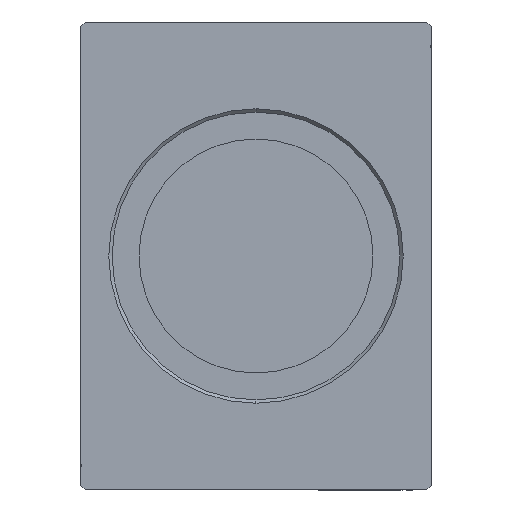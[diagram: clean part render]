
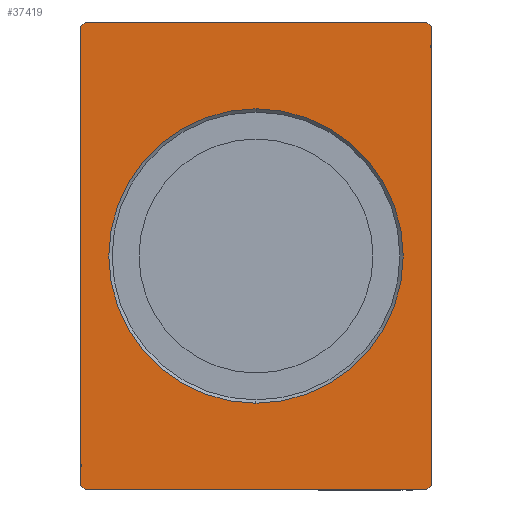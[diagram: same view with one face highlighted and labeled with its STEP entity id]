
A CAD part, left-side view. The second image highlights one B-rep face of the part: STEP entity #37419.
In plain terms, the highlighted planar face has unit normal (-1, 0, 0).
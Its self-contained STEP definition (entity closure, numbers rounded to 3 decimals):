
#385 = ORIENTED_EDGE ( 'NONE', *, *, #40485, .F. ) ;
#1062 = CIRCLE ( 'NONE', #3041, 31.45 ) ;
#1531 = FACE_BOUND ( 'NONE', #33870, .T. ) ;
#1729 = FACE_OUTER_BOUND ( 'NONE', #7994, .T. ) ;
#1749 = VECTOR ( 'NONE', #12474, 1000. ) ;
#1770 = EDGE_CURVE ( 'NONE', #21052, #40120, #12084, .T. ) ;
#2824 = DIRECTION ( 'NONE',  ( 0., 0., -1. ) ) ;
#3041 = AXIS2_PLACEMENT_3D ( 'NONE', #4140, #13625, #4553 ) ;
#3296 = CARTESIAN_POINT ( 'NONE',  ( 0., 36.5, 50. ) ) ;
#3795 = CARTESIAN_POINT ( 'NONE',  ( 0., -36.5, 50. ) ) ;
#4140 = CARTESIAN_POINT ( 'NONE',  ( 0., 0., 0. ) ) ;
#4240 = ORIENTED_EDGE ( 'NONE', *, *, #32151, .F. ) ;
#4536 = VERTEX_POINT ( 'NONE', #22570 ) ;
#4553 = DIRECTION ( 'NONE',  ( 0., 0., -1. ) ) ;
#4651 = DIRECTION ( 'NONE',  ( 0., 0.707, -0.707 ) ) ;
#4847 = LINE ( 'NONE', #11245, #21125 ) ;
#5038 = CIRCLE ( 'NONE', #22166, 31.45 ) ;
#7110 = ORIENTED_EDGE ( 'NONE', *, *, #1770, .F. ) ;
#7698 = VECTOR ( 'NONE', #34204, 1000. ) ;
#7994 = EDGE_LOOP ( 'NONE', ( #25780, #4240, #36264, #7110, #385, #28104, #38268, #27720 ) ) ;
#8092 = DIRECTION ( 'NONE',  ( 0., -0.707, 0.707 ) ) ;
#9147 = EDGE_CURVE ( 'NONE', #14476, #16116, #34354, .T. ) ;
#9239 = CARTESIAN_POINT ( 'NONE',  ( 0., -37.5, 49. ) ) ;
#9405 = DIRECTION ( 'NONE',  ( 0., 1., 0. ) ) ;
#10967 = EDGE_CURVE ( 'NONE', #40120, #11626, #11715, .T. ) ;
#11245 = CARTESIAN_POINT ( 'NONE',  ( 0., -37.5, -49. ) ) ;
#11398 = ORIENTED_EDGE ( 'NONE', *, *, #13482, .T. ) ;
#11626 = VERTEX_POINT ( 'NONE', #25759 ) ;
#11715 = LINE ( 'NONE', #20767, #40249 ) ;
#12084 = LINE ( 'NONE', #21756, #17374 ) ;
#12108 = CARTESIAN_POINT ( 'NONE',  ( 0., -36.5, 50. ) ) ;
#12109 = CARTESIAN_POINT ( 'NONE',  ( 0., -37.5, 49. ) ) ;
#12474 = DIRECTION ( 'NONE',  ( 0., -0.707, -0.707 ) ) ;
#12759 = LINE ( 'NONE', #25317, #32145 ) ;
#13482 = EDGE_CURVE ( 'NONE', #15130, #35164, #1062, .T. ) ;
#13625 = DIRECTION ( 'NONE',  ( 1., 0., 0. ) ) ;
#14110 = DIRECTION ( 'NONE',  ( 1., 0., 0. ) ) ;
#14400 = DIRECTION ( 'NONE',  ( 0., 0.707, 0.707 ) ) ;
#14476 = VERTEX_POINT ( 'NONE', #9239 ) ;
#15130 = VERTEX_POINT ( 'NONE', #39759 ) ;
#16116 = VERTEX_POINT ( 'NONE', #36691 ) ;
#17374 = VECTOR ( 'NONE', #9405, 1000. ) ;
#17394 = DIRECTION ( 'NONE',  ( 0., 0., -1. ) ) ;
#19166 = LINE ( 'NONE', #3296, #7698 ) ;
#19533 = VECTOR ( 'NONE', #2824, 1000. ) ;
#20223 = VERTEX_POINT ( 'NONE', #12108 ) ;
#20767 = CARTESIAN_POINT ( 'NONE',  ( 0., 36.5, -50. ) ) ;
#21052 = VERTEX_POINT ( 'NONE', #31735 ) ;
#21125 = VECTOR ( 'NONE', #4651, 1000. ) ;
#21756 = CARTESIAN_POINT ( 'NONE',  ( 0., -36.5, -50. ) ) ;
#22166 = AXIS2_PLACEMENT_3D ( 'NONE', #30827, #28150, #40089 ) ;
#22570 = CARTESIAN_POINT ( 'NONE',  ( 0., 36.5, 50. ) ) ;
#22635 = EDGE_CURVE ( 'NONE', #20223, #14476, #37577, .T. ) ;
#22645 = CARTESIAN_POINT ( 'NONE',  ( 0., 36.5, -50. ) ) ;
#23927 = EDGE_CURVE ( 'NONE', #4536, #20223, #19166, .T. ) ;
#24332 = AXIS2_PLACEMENT_3D ( 'NONE', #33064, #14110, #17394 ) ;
#24392 = VECTOR ( 'NONE', #8092, 1000. ) ;
#24735 = CARTESIAN_POINT ( 'NONE',  ( 0., 37.5, 49. ) ) ;
#25317 = CARTESIAN_POINT ( 'NONE',  ( 0., 37.5, -49. ) ) ;
#25759 = CARTESIAN_POINT ( 'NONE',  ( 0., 37.5, -49. ) ) ;
#25780 = ORIENTED_EDGE ( 'NONE', *, *, #38918, .F. ) ;
#26108 = DIRECTION ( 'NONE',  ( 0., 0., 1. ) ) ;
#27720 = ORIENTED_EDGE ( 'NONE', *, *, #23927, .F. ) ;
#28076 = EDGE_CURVE ( 'NONE', #35164, #15130, #5038, .T. ) ;
#28104 = ORIENTED_EDGE ( 'NONE', *, *, #9147, .F. ) ;
#28150 = DIRECTION ( 'NONE',  ( 1., 0., 0. ) ) ;
#30827 = CARTESIAN_POINT ( 'NONE',  ( 0., 0., 0. ) ) ;
#31695 = VERTEX_POINT ( 'NONE', #24735 ) ;
#31735 = CARTESIAN_POINT ( 'NONE',  ( 0., -36.5, -50. ) ) ;
#32080 = CARTESIAN_POINT ( 'NONE',  ( 0., 37.5, 49. ) ) ;
#32145 = VECTOR ( 'NONE', #26108, 1000. ) ;
#32151 = EDGE_CURVE ( 'NONE', #11626, #31695, #12759, .T. ) ;
#32307 = PLANE ( 'NONE',  #24332 ) ;
#33064 = CARTESIAN_POINT ( 'NONE',  ( 0., 0., 0. ) ) ;
#33870 = EDGE_LOOP ( 'NONE', ( #35852, #11398 ) ) ;
#34204 = DIRECTION ( 'NONE',  ( 0., -1., 0. ) ) ;
#34354 = LINE ( 'NONE', #12109, #19533 ) ;
#35159 = LINE ( 'NONE', #32080, #24392 ) ;
#35164 = VERTEX_POINT ( 'NONE', #36825 ) ;
#35852 = ORIENTED_EDGE ( 'NONE', *, *, #28076, .T. ) ;
#36264 = ORIENTED_EDGE ( 'NONE', *, *, #10967, .F. ) ;
#36691 = CARTESIAN_POINT ( 'NONE',  ( 0., -37.5, -49. ) ) ;
#36825 = CARTESIAN_POINT ( 'NONE',  ( 0., 0., 31.45 ) ) ;
#37419 = ADVANCED_FACE ( 'NONE', ( #1531, #1729 ), #32307, .F. ) ;
#37577 = LINE ( 'NONE', #3795, #1749 ) ;
#38268 = ORIENTED_EDGE ( 'NONE', *, *, #22635, .F. ) ;
#38918 = EDGE_CURVE ( 'NONE', #31695, #4536, #35159, .T. ) ;
#39759 = CARTESIAN_POINT ( 'NONE',  ( 0., 0., -31.45 ) ) ;
#40089 = DIRECTION ( 'NONE',  ( 0., 0., -1. ) ) ;
#40120 = VERTEX_POINT ( 'NONE', #22645 ) ;
#40249 = VECTOR ( 'NONE', #14400, 1000. ) ;
#40485 = EDGE_CURVE ( 'NONE', #16116, #21052, #4847, .T. ) ;
